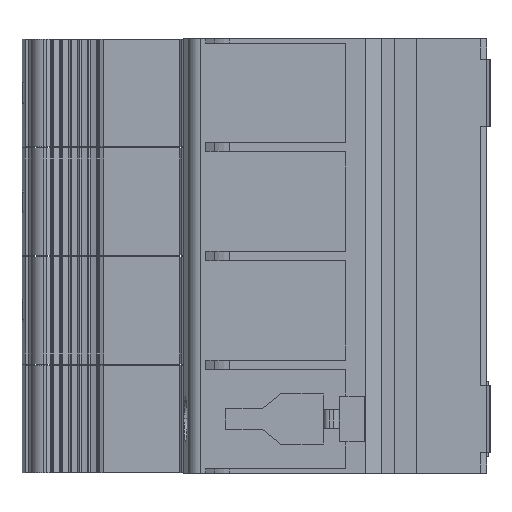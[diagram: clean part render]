
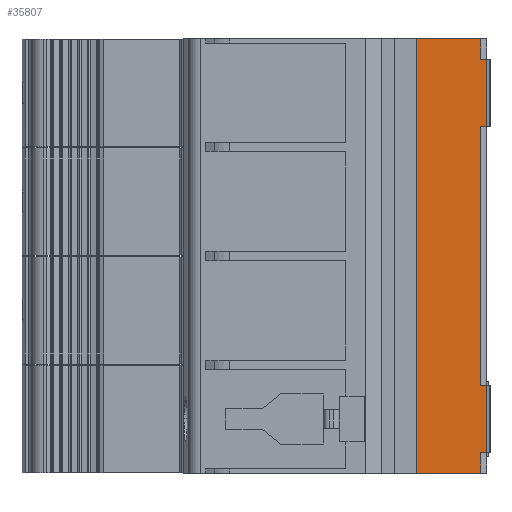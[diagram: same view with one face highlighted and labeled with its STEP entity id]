
A CAD part, front view. The second image highlights one B-rep face of the part: STEP entity #35807.
In plain terms, the highlighted planar face has unit normal (0, -1, 0).
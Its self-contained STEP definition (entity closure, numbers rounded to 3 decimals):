
#34=DIRECTION('',(1.,0.,0.));
#35=VECTOR('',#34,10.5);
#36=CARTESIAN_POINT('',(-4.7,-42.5,-8.9));
#37=LINE('',#36,#35);
#2321=DIRECTION('',(1.,0.,0.));
#2322=VECTOR('',#2321,10.5);
#2323=CARTESIAN_POINT('',(-4.7,-42.5,62.3));
#2324=LINE('',#2323,#2322);
#13235=DIRECTION('',(0.,0.,-1.));
#13236=VECTOR('',#13235,11.);
#13237=CARTESIAN_POINT('',(6.8,-42.5,58.9));
#13238=LINE('',#13237,#13236);
#13239=DIRECTION('',(0.,0.,-1.));
#13240=VECTOR('',#13239,11.);
#13241=CARTESIAN_POINT('',(6.8,-42.5,5.5));
#13242=LINE('',#13241,#13240);
#13243=DIRECTION('',(0.,0.,1.));
#13244=VECTOR('',#13243,71.2);
#13245=CARTESIAN_POINT('',(-4.7,-42.5,-8.9));
#13246=LINE('',#13245,#13244);
#13252=DIRECTION('',(0.,0.,1.));
#13253=VECTOR('',#13252,3.4);
#13254=CARTESIAN_POINT('',(5.8,-42.5,-8.9));
#13255=LINE('',#13254,#13253);
#13261=DIRECTION('',(0.,0.,1.));
#13262=VECTOR('',#13261,3.4);
#13263=CARTESIAN_POINT('',(5.8,-42.5,58.9));
#13264=LINE('',#13263,#13262);
#13275=DIRECTION('',(0.,0.,1.));
#13276=VECTOR('',#13275,42.4);
#13277=CARTESIAN_POINT('',(5.8,-42.5,5.5));
#13278=LINE('',#13277,#13276);
#13279=DIRECTION('',(-1.,0.,0.));
#13280=VECTOR('',#13279,1.);
#13281=CARTESIAN_POINT('',(6.8,-42.5,-5.5));
#13282=LINE('',#13281,#13280);
#13328=DIRECTION('',(-1.,0.,0.));
#13329=VECTOR('',#13328,1.);
#13330=CARTESIAN_POINT('',(6.8,-42.5,47.9));
#13331=LINE('',#13330,#13329);
#13397=DIRECTION('',(-1.,0.,0.));
#13398=VECTOR('',#13397,1.);
#13399=CARTESIAN_POINT('',(6.8,-42.5,58.9));
#13400=LINE('',#13399,#13398);
#13618=DIRECTION('',(-1.,0.,0.));
#13619=VECTOR('',#13618,1.);
#13620=CARTESIAN_POINT('',(6.8,-42.5,5.5));
#13621=LINE('',#13620,#13619);
#13819=CARTESIAN_POINT('',(-4.7,-42.5,-8.9));
#13820=VERTEX_POINT('',#13819);
#13821=CARTESIAN_POINT('',(5.8,-42.5,-8.9));
#13822=VERTEX_POINT('',#13821);
#15403=CARTESIAN_POINT('',(6.8,-42.5,5.5));
#15404=CARTESIAN_POINT('',(6.8,-42.5,-5.5));
#15405=VERTEX_POINT('',#15403);
#15406=VERTEX_POINT('',#15404);
#15411=CARTESIAN_POINT('',(5.8,-42.5,5.5));
#15413=VERTEX_POINT('',#15411);
#15415=CARTESIAN_POINT('',(5.8,-42.5,-5.5));
#15417=VERTEX_POINT('',#15415);
#15467=CARTESIAN_POINT('',(6.8,-42.5,58.9));
#15468=CARTESIAN_POINT('',(6.8,-42.5,47.9));
#15469=VERTEX_POINT('',#15467);
#15470=VERTEX_POINT('',#15468);
#15475=CARTESIAN_POINT('',(5.8,-42.5,58.9));
#15477=VERTEX_POINT('',#15475);
#15479=CARTESIAN_POINT('',(5.8,-42.5,47.9));
#15481=VERTEX_POINT('',#15479);
#17185=CARTESIAN_POINT('',(-4.7,-42.5,62.3));
#17186=VERTEX_POINT('',#17185);
#17187=CARTESIAN_POINT('',(5.8,-42.5,62.3));
#17188=VERTEX_POINT('',#17187);
#35779=CARTESIAN_POINT('',(-4.7,-42.5,-8.9));
#35780=DIRECTION('',(0.,-1.,0.));
#35781=DIRECTION('',(1.,0.,0.));
#35782=AXIS2_PLACEMENT_3D('',#35779,#35780,#35781);
#35783=PLANE('',#35782);
#35785=ORIENTED_EDGE('',*,*,#35784,.F.);
#35787=ORIENTED_EDGE('',*,*,#35786,.F.);
#35789=ORIENTED_EDGE('',*,*,#35788,.T.);
#35791=ORIENTED_EDGE('',*,*,#35790,.T.);
#35793=ORIENTED_EDGE('',*,*,#35792,.F.);
#35795=ORIENTED_EDGE('',*,*,#35794,.F.);
#35797=ORIENTED_EDGE('',*,*,#35796,.T.);
#35799=ORIENTED_EDGE('',*,*,#35798,.T.);
#35801=ORIENTED_EDGE('',*,*,#35800,.F.);
#35802=ORIENTED_EDGE('',*,*,#18056,.F.);
#35803=ORIENTED_EDGE('',*,*,#35773,.T.);
#35804=ORIENTED_EDGE('',*,*,#20647,.T.);
#35805=EDGE_LOOP('',(#35785,#35787,#35789,#35791,#35793,#35795,#35797,#35799,
#35801,#35802,#35803,#35804));
#35806=FACE_OUTER_BOUND('',#35805,.F.);
#35807=ADVANCED_FACE('',(#35806),#35783,.T.);
#18056=EDGE_CURVE('',#13820,#13822,#37,.T.);
#20647=EDGE_CURVE('',#17186,#17188,#2324,.T.);
#35773=EDGE_CURVE('',#13820,#17186,#13246,.T.);
#35784=EDGE_CURVE('',#15477,#17188,#13264,.T.);
#35786=EDGE_CURVE('',#15469,#15477,#13400,.T.);
#35788=EDGE_CURVE('',#15469,#15470,#13238,.T.);
#35790=EDGE_CURVE('',#15470,#15481,#13331,.T.);
#35792=EDGE_CURVE('',#15413,#15481,#13278,.T.);
#35794=EDGE_CURVE('',#15405,#15413,#13621,.T.);
#35796=EDGE_CURVE('',#15405,#15406,#13242,.T.);
#35798=EDGE_CURVE('',#15406,#15417,#13282,.T.);
#35800=EDGE_CURVE('',#13822,#15417,#13255,.T.);
